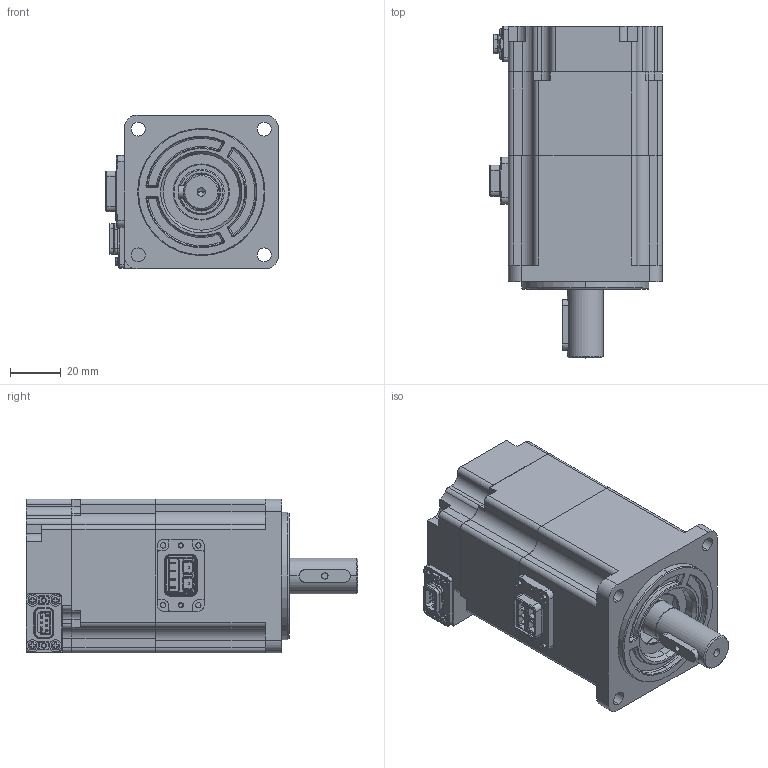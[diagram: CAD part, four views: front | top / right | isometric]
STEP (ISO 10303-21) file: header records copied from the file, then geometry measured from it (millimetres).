
FILE_DESCRIPTION (( 'STEP AP203' ), '1' );
FILE_NAME ('RSDA-H06J0630C-Z.STEP', '2025-09-25T06:23:32', ( 'Windows 蚚誧' ), ( '' ), 'SwSTEP 2.0', 'SolidWorks 2020', '' );
FILE_SCHEMA (( 'CONFIG_CONTROL_DESIGN' ));
Length unit declared in the file: millimetre
Products named in the file (9): 赻莉族誥芛雄薯; 赻莉族誥芛晤鎢; ¼ü5x20^RSDA-H06J0630A-Z(2)_RSDA-H06J0630C-Z; 60SF400-K1445-024^RSDA-H06J0630A-Z(2)_RSDA-H06J0630C-Z; 60侜督价陬儂褲^RSDA-H06J0630A-Z(2)_RSDA-H06J0630C-Z; RSDA-H06J0630A-Z(2)^RSDA-H06J0630C-Z; RSDA-H06J0630C-Z; 60SF200珨极儂褲^RSDA-H06J0630A-Z(2)_RSDA-H06J0630C-Z; 60侜督綴欶H18^RSDA-H06J0630A-Z(2)_RSDA-H06J0630C-Z
Assembly tree (8 placements, depth 3):
  RSDA-H06J0630C-Z
    RSDA-H06J0630A-Z(2)^RSDA-H06J0630C-Z
      60SF400-K1445-024^RSDA-H06J0630A-Z(2)_RSDA-H06J0630C-Z
      60侜督綴欶H18^RSDA-H06J0630A-Z(2)_RSDA-H06J0630C-Z
      ¼ü5x20^RSDA-H06J0630A-Z(2)_RSDA-H06J0630C-Z
      60侜督价陬儂褲^RSDA-H06J0630A-Z(2)_RSDA-H06J0630C-Z
      60SF200珨极儂褲^RSDA-H06J0630A-Z(2)_RSDA-H06J0630C-Z
    赻莉族誥芛晤鎢
    赻莉族誥芛雄薯
Bounding box: 67.8 x 130.5 x 60.5 mm (x, y, z)
Volume: 135009 mm3; surface area: 76616.3 mm2
Topology: 9 solids, 9 shells, 1850 faces, 4778 edges, 3037 vertices
Faces by surface type: plane 970, cylinder 626, cone 128, torus 68, bspline 36, sphere 22
Entity records: 69404 total; most frequent: CARTESIAN_POINT 23588, ORIENTED_EDGE 9468, DIRECTION 9129, EDGE_CURVE 4734, AXIS2_PLACEMENT_3D 3158, VERTEX_POINT 3035, LINE 2813, VECTOR 2813
